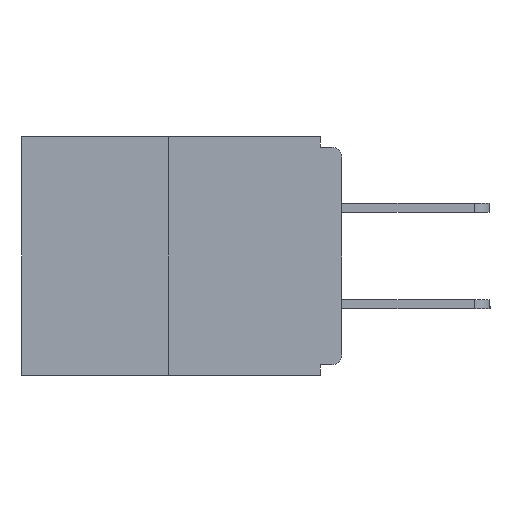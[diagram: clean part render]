
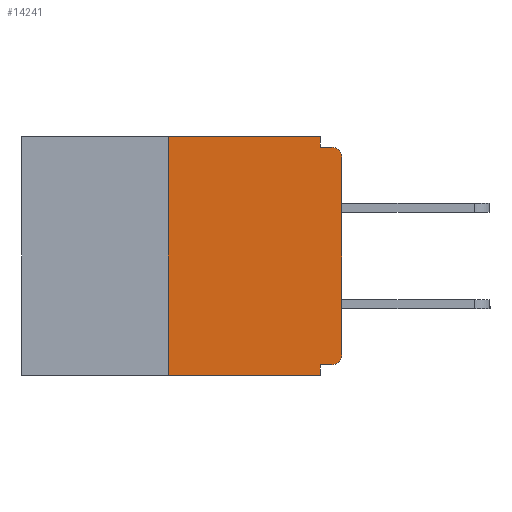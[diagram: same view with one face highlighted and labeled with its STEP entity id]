
A CAD part, left-side view. The second image highlights one B-rep face of the part: STEP entity #14241.
In plain terms, the highlighted planar face has unit normal (-1, 0, 0).
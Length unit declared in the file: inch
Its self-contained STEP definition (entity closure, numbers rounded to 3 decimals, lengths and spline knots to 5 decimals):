
#126 = CARTESIAN_POINT ( 'NONE',  ( 0., 0.015, -0.328 ) ) ;
#492 = DIRECTION ( 'NONE',  ( 0., -1., 0. ) ) ;
#516 = LINE ( 'NONE', #6975, #1670 ) ;
#635 = LINE ( 'NONE', #13824, #13434 ) ;
#764 = DIRECTION ( 'NONE',  ( 0., 0., 1. ) ) ;
#1095 = DIRECTION ( 'NONE',  ( 1., 0., 0. ) ) ;
#1177 = DIRECTION ( 'NONE',  ( 0., 1., 0. ) ) ;
#1559 = DIRECTION ( 'NONE',  ( 0., 0., -1. ) ) ;
#1670 = VECTOR ( 'NONE', #764, 39.37008 ) ;
#1953 = DIRECTION ( 'NONE',  ( 0., 0., -1. ) ) ;
#2269 = DIRECTION ( 'NONE',  ( 0., 0., -1. ) ) ;
#2581 = AXIS2_PLACEMENT_3D ( 'NONE', #13346, #1095, #9574 ) ;
#2898 = ORIENTED_EDGE ( 'NONE', *, *, #10667, .T. ) ;
#3376 = VERTEX_POINT ( 'NONE', #6531 ) ;
#3934 = ORIENTED_EDGE ( 'NONE', *, *, #14985, .F. ) ;
#4038 = CARTESIAN_POINT ( 'NONE',  ( 0., 0.031, -0.343 ) ) ;
#4488 = EDGE_CURVE ( 'NONE', #7050, #5234, #635, .T. ) ;
#4498 = CARTESIAN_POINT ( 'NONE',  ( 0., 0.031, -0.328 ) ) ;
#4819 = PLANE ( 'NONE',  #2581 ) ;
#4949 = VERTEX_POINT ( 'NONE', #126 ) ;
#5018 = LINE ( 'NONE', #6290, #13804 ) ;
#5215 = DIRECTION ( 'NONE',  ( 0., 0., 1. ) ) ;
#5234 = VERTEX_POINT ( 'NONE', #13505 ) ;
#5345 = EDGE_CURVE ( 'NONE', #5234, #3376, #5018, .T. ) ;
#5352 = CARTESIAN_POINT ( 'NONE',  ( 0., 0.46, -0.343 ) ) ;
#5403 = ORIENTED_EDGE ( 'NONE', *, *, #13606, .T. ) ;
#5687 = ORIENTED_EDGE ( 'NONE', *, *, #7256, .F. ) ;
#5891 = DIRECTION ( 'NONE',  ( -1., 0., 0. ) ) ;
#6102 = CARTESIAN_POINT ( 'NONE',  ( 0., 0.25, 0. ) ) ;
#6290 = CARTESIAN_POINT ( 'NONE',  ( 0., 0.031, 0. ) ) ;
#6461 = DIRECTION ( 'NONE',  ( -1., 0., 0. ) ) ;
#6531 = CARTESIAN_POINT ( 'NONE',  ( 0., 0.031, -0.015 ) ) ;
#6616 = VECTOR ( 'NONE', #11565, 39.37008 ) ;
#6778 = EDGE_LOOP ( 'NONE', ( #14644, #10315, #11471, #5687, #3934, #12143, #5403, #2898, #12828, #11920 ) ) ;
#6975 = CARTESIAN_POINT ( 'NONE',  ( 0., 0.25, 0. ) ) ;
#7050 = VERTEX_POINT ( 'NONE', #6102 ) ;
#7090 = CARTESIAN_POINT ( 'NONE',  ( 0., 0., -0.313 ) ) ;
#7249 = CARTESIAN_POINT ( 'NONE',  ( 0., 0., -0.03 ) ) ;
#7256 = EDGE_CURVE ( 'NONE', #12613, #10708, #14684, .T. ) ;
#7279 = VECTOR ( 'NONE', #1177, 39.37008 ) ;
#7316 = VERTEX_POINT ( 'NONE', #10284 ) ;
#7376 = CARTESIAN_POINT ( 'NONE',  ( 0., 0., -0.328 ) ) ;
#7680 = DIRECTION ( 'NONE',  ( 0., 0., -1. ) ) ;
#8030 = LINE ( 'NONE', #7376, #7279 ) ;
#8083 = LINE ( 'NONE', #11277, #10176 ) ;
#8343 = VECTOR ( 'NONE', #1953, 39.37008 ) ;
#8404 = CARTESIAN_POINT ( 'NONE',  ( 0., 0.031, -0.343 ) ) ;
#9574 = DIRECTION ( 'NONE',  ( 0., 0., -1. ) ) ;
#10071 = CIRCLE ( 'NONE', #13683, 0.015 ) ;
#10176 = VECTOR ( 'NONE', #5215, 39.37008 ) ;
#10203 = CARTESIAN_POINT ( 'NONE',  ( 0., 0., -0.015 ) ) ;
#10284 = CARTESIAN_POINT ( 'NONE',  ( 0., 0.25, -0.343 ) ) ;
#10315 = ORIENTED_EDGE ( 'NONE', *, *, #12628, .F. ) ;
#10667 = EDGE_CURVE ( 'NONE', #13625, #13101, #10071, .T. ) ;
#10708 = VERTEX_POINT ( 'NONE', #8404 ) ;
#11277 = CARTESIAN_POINT ( 'NONE',  ( 0., 0., 0. ) ) ;
#11471 = ORIENTED_EDGE ( 'NONE', *, *, #12449, .T. ) ;
#11565 = DIRECTION ( 'NONE',  ( 0., -1., 0. ) ) ;
#11910 = CIRCLE ( 'NONE', #13914, 0.015 ) ;
#11920 = ORIENTED_EDGE ( 'NONE', *, *, #5345, .F. ) ;
#12143 = ORIENTED_EDGE ( 'NONE', *, *, #13873, .T. ) ;
#12449 = EDGE_CURVE ( 'NONE', #7316, #10708, #13887, .T. ) ;
#12613 = VERTEX_POINT ( 'NONE', #4498 ) ;
#12628 = EDGE_CURVE ( 'NONE', #7316, #7050, #516, .T. ) ;
#12733 = CARTESIAN_POINT ( 'NONE',  ( 0., 0.015, -0.015 ) ) ;
#12828 = ORIENTED_EDGE ( 'NONE', *, *, #13024, .F. ) ;
#13024 = EDGE_CURVE ( 'NONE', #3376, #13101, #15374, .T. ) ;
#13101 = VERTEX_POINT ( 'NONE', #12733 ) ;
#13295 = CARTESIAN_POINT ( 'NONE',  ( 0., 0.015, -0.03 ) ) ;
#13346 = CARTESIAN_POINT ( 'NONE',  ( 0., 0.46, 0. ) ) ;
#13434 = VECTOR ( 'NONE', #492, 39.37008 ) ;
#13505 = CARTESIAN_POINT ( 'NONE',  ( 0., 0.031, 0. ) ) ;
#13606 = EDGE_CURVE ( 'NONE', #14258, #13625, #8083, .T. ) ;
#13625 = VERTEX_POINT ( 'NONE', #7249 ) ;
#13683 = AXIS2_PLACEMENT_3D ( 'NONE', #13295, #5891, #2269 ) ;
#13804 = VECTOR ( 'NONE', #1559, 39.37008 ) ;
#13824 = CARTESIAN_POINT ( 'NONE',  ( 0., 0.46, 0. ) ) ;
#13873 = EDGE_CURVE ( 'NONE', #4949, #14258, #11910, .T. ) ;
#13887 = LINE ( 'NONE', #5352, #6616 ) ;
#13896 = CARTESIAN_POINT ( 'NONE',  ( 0., 0.015, -0.313 ) ) ;
#13914 = AXIS2_PLACEMENT_3D ( 'NONE', #13896, #6461, #7680 ) ;
#14241 = ADVANCED_FACE ( 'NONE', ( #15154 ), #4819, .F. ) ;
#14242 = VECTOR ( 'NONE', #15195, 39.37008 ) ;
#14258 = VERTEX_POINT ( 'NONE', #7090 ) ;
#14644 = ORIENTED_EDGE ( 'NONE', *, *, #4488, .F. ) ;
#14684 = LINE ( 'NONE', #4038, #8343 ) ;
#14985 = EDGE_CURVE ( 'NONE', #4949, #12613, #8030, .T. ) ;
#15154 = FACE_OUTER_BOUND ( 'NONE', #6778, .T. ) ;
#15195 = DIRECTION ( 'NONE',  ( 0., -1., 0. ) ) ;
#15374 = LINE ( 'NONE', #10203, #14242 ) ;
